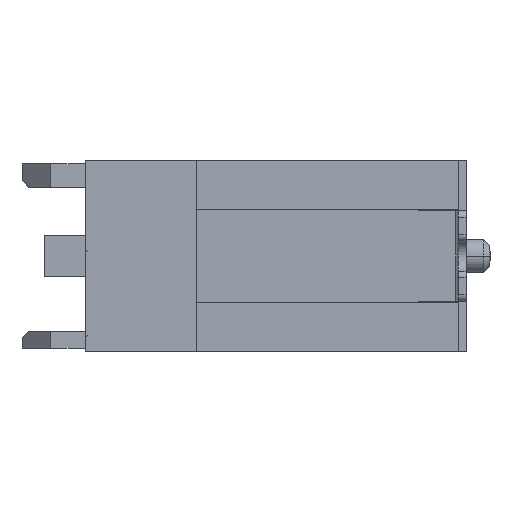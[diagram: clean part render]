
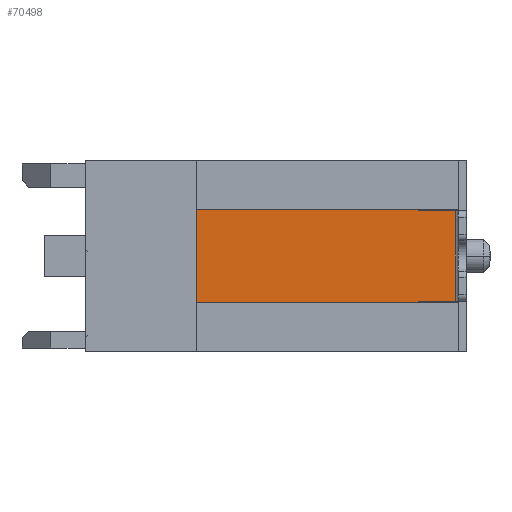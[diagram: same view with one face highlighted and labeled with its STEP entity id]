
A CAD part, left-side view. The second image highlights one B-rep face of the part: STEP entity #70498.
In plain terms, the highlighted planar face has unit normal (-1, 0, 0).
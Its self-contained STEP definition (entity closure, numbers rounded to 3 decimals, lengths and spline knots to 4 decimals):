
#107=DIRECTION('',(0.,-1.,0.));
#108=VECTOR('',#107,1.);
#109=CARTESIAN_POINT('',(-27.15,2.5,-1.475));
#110=LINE('',#109,#108);
#115=DIRECTION('',(0.,-1.,0.));
#116=VECTOR('',#115,0.15);
#117=CARTESIAN_POINT('',(-27.15,8.5,-2.3));
#118=LINE('',#117,#116);
#119=DIRECTION('',(0.,0.,-1.));
#120=VECTOR('',#119,4.6);
#121=CARTESIAN_POINT('',(-27.15,8.5,2.3));
#122=LINE('',#121,#120);
#123=DIRECTION('',(0.,1.,0.));
#124=VECTOR('',#123,0.15);
#125=CARTESIAN_POINT('',(-27.15,8.35,2.3));
#126=LINE('',#125,#124);
#127=DIRECTION('',(0.,0.,1.));
#128=VECTOR('',#127,0.05);
#129=CARTESIAN_POINT('',(-27.15,1.5,1.425));
#130=LINE('',#129,#128);
#131=DIRECTION('',(0.,1.,0.));
#132=VECTOR('',#131,1.15);
#133=CARTESIAN_POINT('',(-27.15,0.35,1.425));
#134=LINE('',#133,#132);
#135=DIRECTION('',(0.,-1.,0.));
#136=VECTOR('',#135,1.15);
#137=CARTESIAN_POINT('',(-27.15,1.5,-1.425));
#138=LINE('',#137,#136);
#139=DIRECTION('',(0.,0.,1.));
#140=VECTOR('',#139,0.05);
#141=CARTESIAN_POINT('',(-27.15,1.5,-1.475));
#142=LINE('',#141,#140);
#143=DIRECTION('',(0.,0.,-1.));
#144=VECTOR('',#143,0.825);
#145=CARTESIAN_POINT('',(-27.15,2.5,-1.475));
#146=LINE('',#145,#144);
#167=DIRECTION('',(0.,-1.,0.));
#168=VECTOR('',#167,5.85);
#169=CARTESIAN_POINT('',(-27.15,8.35,-2.3));
#170=LINE('',#169,#168);
#243=DIRECTION('',(0.,-1.,0.));
#244=VECTOR('',#243,1.);
#245=CARTESIAN_POINT('',(-27.15,2.5,1.475));
#246=LINE('',#245,#244);
#313=DIRECTION('',(0.,0.,-1.));
#314=VECTOR('',#313,2.85);
#315=CARTESIAN_POINT('',(-27.15,0.35,1.425));
#316=LINE('',#315,#314);
#445=DIRECTION('',(0.,0.,-1.));
#446=VECTOR('',#445,0.825);
#447=CARTESIAN_POINT('',(-27.15,2.5,2.3));
#448=LINE('',#447,#446);
#461=DIRECTION('',(0.,1.,0.));
#462=VECTOR('',#461,5.85);
#463=CARTESIAN_POINT('',(-27.15,2.5,2.3));
#464=LINE('',#463,#462);
#53421=CARTESIAN_POINT('',(-27.15,8.5,2.3));
#53423=VERTEX_POINT('',#53421);
#53435=CARTESIAN_POINT('',(-27.15,0.35,1.425));
#53436=CARTESIAN_POINT('',(-27.15,1.5,1.425));
#53437=VERTEX_POINT('',#53435);
#53438=VERTEX_POINT('',#53436);
#53471=CARTESIAN_POINT('',(-27.15,0.35,-1.425));
#53472=VERTEX_POINT('',#53471);
#53473=CARTESIAN_POINT('',(-27.15,1.5,-1.425));
#53474=VERTEX_POINT('',#53473);
#53475=CARTESIAN_POINT('',(-27.15,8.5,-2.3));
#53476=VERTEX_POINT('',#53475);
#66846=CARTESIAN_POINT('',(-27.15,1.5,-1.475));
#66848=VERTEX_POINT('',#66846);
#66849=CARTESIAN_POINT('',(-27.15,2.5,-1.475));
#66850=VERTEX_POINT('',#66849);
#66851=CARTESIAN_POINT('',(-27.15,8.35,-2.3));
#66852=CARTESIAN_POINT('',(-27.15,2.5,-2.3));
#66853=VERTEX_POINT('',#66851);
#66854=VERTEX_POINT('',#66852);
#66859=CARTESIAN_POINT('',(-27.15,8.35,2.3));
#66860=VERTEX_POINT('',#66859);
#66862=CARTESIAN_POINT('',(-27.15,1.5,1.475));
#66864=VERTEX_POINT('',#66862);
#66865=CARTESIAN_POINT('',(-27.15,2.5,1.475));
#66866=VERTEX_POINT('',#66865);
#66875=CARTESIAN_POINT('',(-27.15,2.5,2.3));
#66876=VERTEX_POINT('',#66875);
#70465=CARTESIAN_POINT('',(-27.15,4.425,0.));
#70466=DIRECTION('',(1.,0.,0.));
#70467=DIRECTION('',(0.,1.,0.));
#70468=AXIS2_PLACEMENT_3D('',#70465,#70466,#70467);
#70469=PLANE('',#70468);
#70470=ORIENTED_EDGE('',*,*,#70445,.F.);
#70472=ORIENTED_EDGE('',*,*,#70471,.T.);
#70474=ORIENTED_EDGE('',*,*,#70473,.F.);
#70476=ORIENTED_EDGE('',*,*,#70475,.F.);
#70478=ORIENTED_EDGE('',*,*,#70477,.F.);
#70480=ORIENTED_EDGE('',*,*,#70479,.F.);
#70482=ORIENTED_EDGE('',*,*,#70481,.F.);
#70484=ORIENTED_EDGE('',*,*,#70483,.T.);
#70486=ORIENTED_EDGE('',*,*,#70485,.T.);
#70488=ORIENTED_EDGE('',*,*,#70487,.F.);
#70490=ORIENTED_EDGE('',*,*,#70489,.F.);
#70492=ORIENTED_EDGE('',*,*,#70491,.T.);
#70494=ORIENTED_EDGE('',*,*,#70493,.F.);
#70495=ORIENTED_EDGE('',*,*,#70456,.F.);
#70496=EDGE_LOOP('',(#70470,#70472,#70474,#70476,#70478,#70480,#70482,#70484,
#70486,#70488,#70490,#70492,#70494,#70495));
#70497=FACE_OUTER_BOUND('',#70496,.F.);
#70498=ADVANCED_FACE('',(#70497),#70469,.F.);
#70445=EDGE_CURVE('',#66850,#66848,#110,.T.);
#70456=EDGE_CURVE('',#66848,#53474,#142,.T.);
#70471=EDGE_CURVE('',#66850,#66854,#146,.T.);
#70473=EDGE_CURVE('',#66853,#66854,#170,.T.);
#70475=EDGE_CURVE('',#53476,#66853,#118,.T.);
#70477=EDGE_CURVE('',#53423,#53476,#122,.T.);
#70479=EDGE_CURVE('',#66860,#53423,#126,.T.);
#70481=EDGE_CURVE('',#66876,#66860,#464,.T.);
#70483=EDGE_CURVE('',#66876,#66866,#448,.T.);
#70485=EDGE_CURVE('',#66866,#66864,#246,.T.);
#70487=EDGE_CURVE('',#53438,#66864,#130,.T.);
#70489=EDGE_CURVE('',#53437,#53438,#134,.T.);
#70491=EDGE_CURVE('',#53437,#53472,#316,.T.);
#70493=EDGE_CURVE('',#53474,#53472,#138,.T.);
